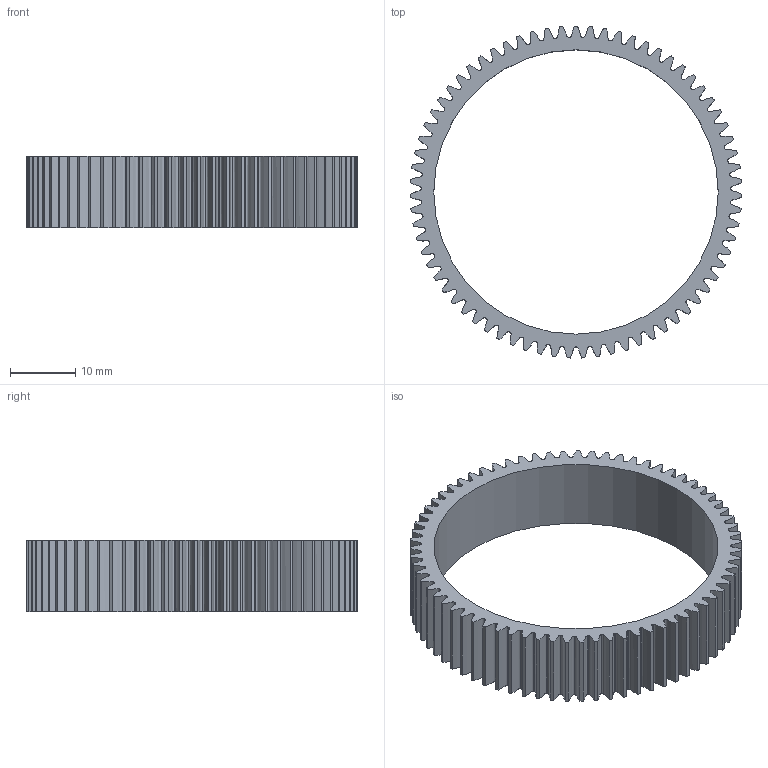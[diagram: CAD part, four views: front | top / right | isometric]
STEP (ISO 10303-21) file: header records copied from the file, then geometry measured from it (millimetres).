
FILE_DESCRIPTION(/* description */ ('STEP AP203'),/* implementation_level */ '2;1');
FILE_NAME(/* name */ 'PLANET1-71',/* time_stamp */ '2024-08-06T13:30:17-04:00',/* author */ (' '),/* organization */ (' '),/* preprocessor_version */ 'ST-DEVELOPER v19.3',/* originating_system */ ' ',/* authorisation */ ' ');
FILE_SCHEMA (('CONFIG_CONTROL_DESIGN'));
Length unit declared in the file: metre
Products named in the file (1): id2
Bounding box: 50.78 x 50.77 x 11 mm (x, y, z)
Volume: 4453.3 mm3; surface area: 5816.5 mm2
Topology: 1 solids, 1 shells, 358 faces, 1068 edges, 712 vertices
Faces by surface type: plane 144, bspline 142, cylinder 72
Full cylindrical faces by diameter (mm): 43.5 x1
Entity records: 17048 total; most frequent: CARTESIAN_POINT 8244, ORIENTED_EDGE 2134, DIRECTION 1361, EDGE_CURVE 1067, VERTEX_POINT 712, LINE 639, VECTOR 639, EDGE_LOOP 361
